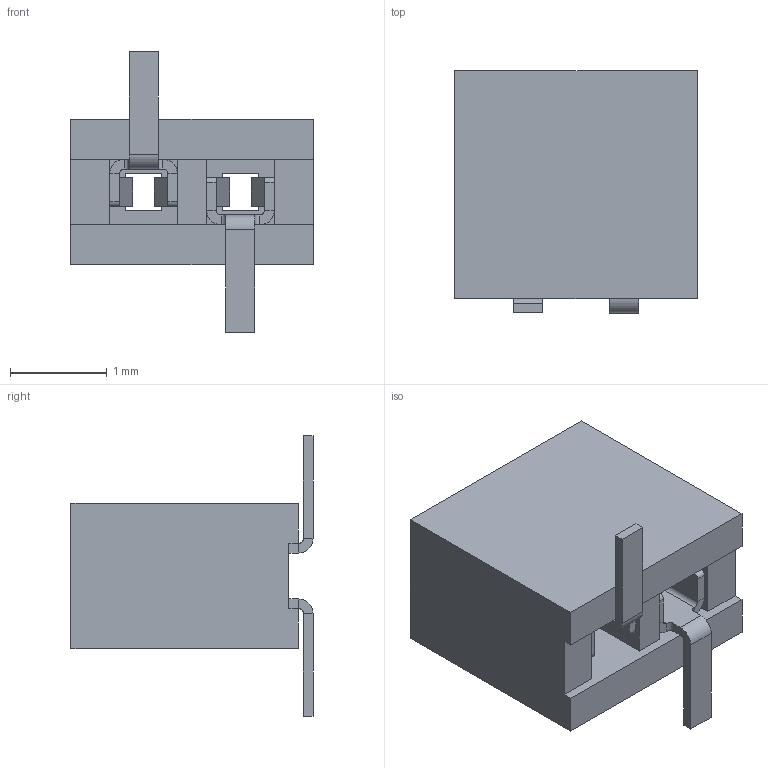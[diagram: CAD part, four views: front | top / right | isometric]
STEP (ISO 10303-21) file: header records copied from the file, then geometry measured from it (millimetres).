
FILE_DESCRIPTION (( 'STEP AP214' ), '1' );
FILE_NAME ('BC070-02-A-1-L-C.STEP', '2022-01-29T14:46:31', ( '' ), ( '' ), 'SwSTEP 2.0', 'SolidWorks 2020', '' );
FILE_SCHEMA (( 'AUTOMOTIVE_DESIGN' ));
Length unit declared in the file: millimetre
Products named in the file (1): BC070-02-A-1-L-C
Bounding box: 2.5 x 2.5 x 2.9 mm (x, y, z)
Volume: 7.1 mm3; surface area: 49.4 mm2
Topology: 3 solids, 3 shells, 202 faces, 476 edges, 280 vertices
Faces by surface type: plane 138, cylinder 64
Entity records: 5792 total; most frequent: CARTESIAN_POINT 1127, DIRECTION 954, ORIENTED_EDGE 952, EDGE_CURVE 476, VECTOR 340, LINE 340, AXIS2_PLACEMENT_3D 307, VERTEX_POINT 280
